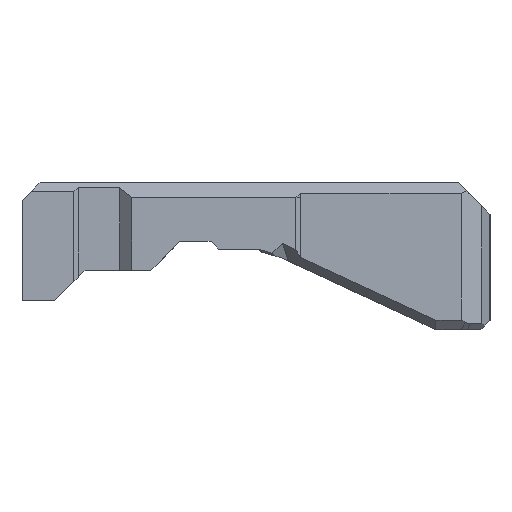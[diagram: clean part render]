
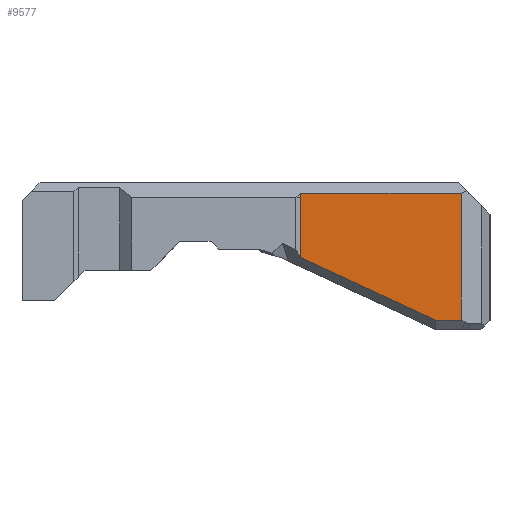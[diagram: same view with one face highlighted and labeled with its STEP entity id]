
A CAD part, left-side view. The second image highlights one B-rep face of the part: STEP entity #9577.
In plain terms, the highlighted planar face has unit normal (-1, 0, 0).
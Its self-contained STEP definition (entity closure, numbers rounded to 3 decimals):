
#497=(
BOUNDED_CURVE()
B_SPLINE_CURVE(2,(#33382,#33383,#33384),.UNSPECIFIED.,.F.,.F.)
B_SPLINE_CURVE_WITH_KNOTS((3,3),(0.695,0.767),
 .UNSPECIFIED.)
CURVE()
GEOMETRIC_REPRESENTATION_ITEM()
RATIONAL_B_SPLINE_CURVE((1.232,1.236,1.237))
REPRESENTATION_ITEM('')
);
#1291=FACE_OUTER_BOUND('',#1812,.T.);
#1812=EDGE_LOOP('',(#8540,#8541,#8542,#8543,#8544,#8545));
#1974=LINE('',#12617,#2839);
#2053=LINE('',#12801,#2918);
#2671=LINE('',#33380,#3536);
#2672=LINE('',#33385,#3537);
#2673=LINE('',#33386,#3538);
#2839=VECTOR('',#10431,10.);
#2918=VECTOR('',#10578,10.);
#3536=VECTOR('',#12210,10.);
#3537=VECTOR('',#12211,10.);
#3538=VECTOR('',#12212,10.);
#3691=VERTEX_POINT('',#12614);
#3692=VERTEX_POINT('',#12616);
#3755=VERTEX_POINT('',#12796);
#3756=VERTEX_POINT('',#12800);
#4471=VERTEX_POINT('',#33379);
#4472=VERTEX_POINT('',#33381);
#4624=EDGE_CURVE('',#3691,#3692,#1974,.T.);
#4711=EDGE_CURVE('',#3756,#3755,#2053,.T.);
#5870=EDGE_CURVE('',#3756,#4471,#2671,.T.);
#5871=EDGE_CURVE('',#4472,#3755,#497,.F.);
#5872=EDGE_CURVE('',#4472,#3692,#2672,.T.);
#5873=EDGE_CURVE('',#3691,#4471,#2673,.T.);
#8540=ORIENTED_EDGE('',*,*,#5870,.F.);
#8541=ORIENTED_EDGE('',*,*,#4711,.T.);
#8542=ORIENTED_EDGE('',*,*,#5871,.F.);
#8543=ORIENTED_EDGE('',*,*,#5872,.T.);
#8544=ORIENTED_EDGE('',*,*,#4624,.F.);
#8545=ORIENTED_EDGE('',*,*,#5873,.T.);
#9076=PLANE('',#10211);
#9577=ADVANCED_FACE('',(#1291),#9076,.F.);
#10211=AXIS2_PLACEMENT_3D('',#33378,#12208,#12209);
#10431=DIRECTION('',(0.,0.907,0.421));
#10578=DIRECTION('',(0.,1.,0.));
#12208=DIRECTION('center_axis',(1.,0.,0.));
#12209=DIRECTION('ref_axis',(0.,0.,
1.));
#12210=DIRECTION('',(0.,0.,-1.));
#12211=DIRECTION('',(0.,0.,-1.));
#12212=DIRECTION('',(0.,-1.,0.));
#12614=CARTESIAN_POINT('',(-21.153,-61.334,-5.296));
#12616=CARTESIAN_POINT('',(-21.153,-31.334,8.62));
#12617=CARTESIAN_POINT('',(-21.153,-51.008,-0.506));
#12796=CARTESIAN_POINT('',(-21.153,-31.284,22.814));
#12800=CARTESIAN_POINT('',(-21.153,-66.993,22.814));
#12801=CARTESIAN_POINT('',(-21.153,-44.834,22.814));
#33378=CARTESIAN_POINT('Origin',(-21.153,-61.334,-5.296));
#33379=CARTESIAN_POINT('',(-21.153,-66.993,-5.296));
#33380=CARTESIAN_POINT('',(-21.153,-66.993,10.377));
#33381=CARTESIAN_POINT('',(-21.153,-31.334,22.278));
#33382=CARTESIAN_POINT('Ctrl Pts',(-21.153,-31.284,
22.814));
#33383=CARTESIAN_POINT('Ctrl Pts',(-21.153,-31.32,
22.545));
#33384=CARTESIAN_POINT('Ctrl Pts',(-21.153,-31.334,
22.278));
#33385=CARTESIAN_POINT('',(-21.153,-31.334,-6.934));
#33386=CARTESIAN_POINT('',(-21.153,-61.334,-5.296));
